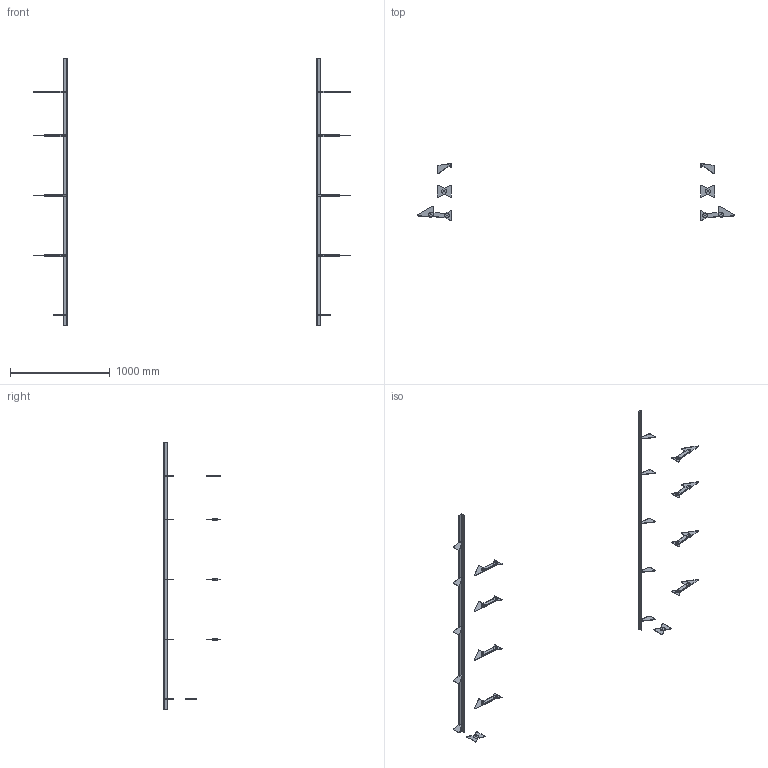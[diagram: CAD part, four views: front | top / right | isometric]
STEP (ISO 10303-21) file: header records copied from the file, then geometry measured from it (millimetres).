
FILE_DESCRIPTION (( 'STEP AP214' ), '1' );
FILE_NAME ('23321.362131.004_Óñòàíîâêà ìîòîãîíäîë.STEP', '2017-07-01T18:58:03', ( '' ), ( '' ), 'SwSTEP 2.0', 'SolidWorks 2015', '' );
FILE_SCHEMA (( 'AUTOMOTIVE_DESIGN' ));
Length unit declared in the file: millimetre
Products named in the file (1): 23321.362131.004_Óñòàíîâêà ìîòîãîíäîë
Bounding box: 3178 x 575 x 2673 mm (x, y, z)
Volume: 3828503.3 mm3; surface area: 2051471.5 mm2
Topology: 50 solids, 50 shells, 520 faces, 1260 edges, 840 vertices
Faces by surface type: plane 312, cylinder 208
Entity records: 16095 total; most frequent: DIRECTION 2718, CARTESIAN_POINT 2621, ORIENTED_EDGE 2520, EDGE_CURVE 1260, AXIS2_PLACEMENT_3D 937, VECTOR 844, LINE 844, VERTEX_POINT 840
